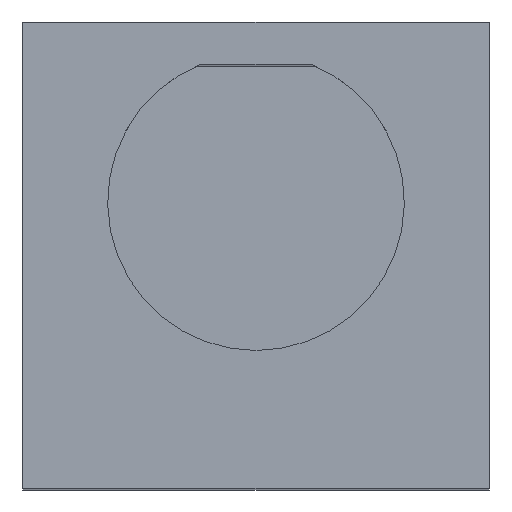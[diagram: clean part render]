
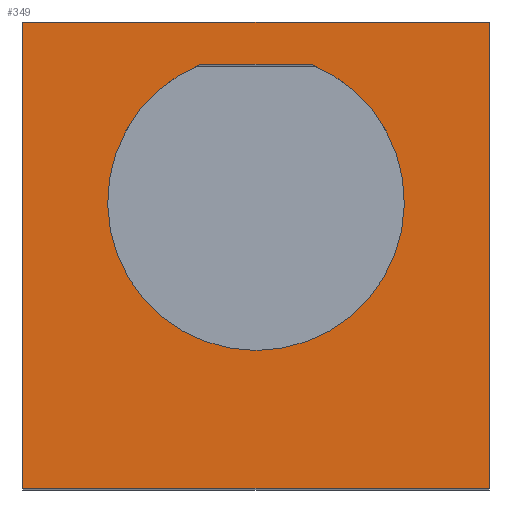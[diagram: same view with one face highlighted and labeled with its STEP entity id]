
A CAD part, top view. The second image highlights one B-rep face of the part: STEP entity #349.
In plain terms, the highlighted planar face has unit normal (0, 0, 1).
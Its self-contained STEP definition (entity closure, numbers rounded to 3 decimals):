
#15=FACE_BOUND('',#61,.T.);
#24=PLANE('',#393);
#42=FACE_OUTER_BOUND('',#60,.T.);
#60=EDGE_LOOP('',(#294,#295,#296,#297));
#61=EDGE_LOOP('',(#298,#299));
#91=LINE('',#547,#133);
#98=LINE('',#561,#140);
#102=LINE('',#572,#144);
#103=LINE('',#574,#145);
#104=LINE('',#575,#146);
#133=VECTOR('',#448,10.);
#140=VECTOR('',#457,10.);
#144=VECTOR('',#469,10.);
#145=VECTOR('',#470,10.);
#146=VECTOR('',#471,10.);
#159=CIRCLE('',#392,3.5);
#178=VERTEX_POINT('',#545);
#179=VERTEX_POINT('',#546);
#184=VERTEX_POINT('',#558);
#185=VERTEX_POINT('',#560);
#188=VERTEX_POINT('',#571);
#189=VERTEX_POINT('',#573);
#217=EDGE_CURVE('',#178,#179,#91,.T.);
#224=EDGE_CURVE('',#185,#184,#98,.T.);
#229=EDGE_CURVE('',#184,#185,#159,.T.);
#230=EDGE_CURVE('',#188,#179,#102,.T.);
#231=EDGE_CURVE('',#189,#178,#103,.T.);
#232=EDGE_CURVE('',#189,#188,#104,.T.);
#294=ORIENTED_EDGE('',*,*,#230,.T.);
#295=ORIENTED_EDGE('',*,*,#217,.F.);
#296=ORIENTED_EDGE('',*,*,#231,.F.);
#297=ORIENTED_EDGE('',*,*,#232,.T.);
#298=ORIENTED_EDGE('',*,*,#229,.T.);
#299=ORIENTED_EDGE('',*,*,#224,.T.);
#349=ADVANCED_FACE('',(#42,#15),#24,.T.);
#392=AXIS2_PLACEMENT_3D('',#569,#465,#466);
#393=AXIS2_PLACEMENT_3D('',#570,#467,#468);
#448=DIRECTION('',(1.,0.,0.));
#457=DIRECTION('',(1.,0.,0.));
#465=DIRECTION('center_axis',(0.,0.,-1.));
#466=DIRECTION('ref_axis',(1.,0.,0.));
#467=DIRECTION('center_axis',(0.,0.,1.));
#468=DIRECTION('ref_axis',(1.,0.,0.));
#469=DIRECTION('',(0.,1.,0.));
#470=DIRECTION('',(0.,1.,0.));
#471=DIRECTION('',(1.,0.,0.));
#545=CARTESIAN_POINT('',(-5.5,11.,12.));
#546=CARTESIAN_POINT('',(5.5,11.,12.));
#547=CARTESIAN_POINT('',(-5.5,11.,12.));
#558=CARTESIAN_POINT('',(1.299,10.,12.));
#560=CARTESIAN_POINT('',(-1.299,10.,12.));
#561=CARTESIAN_POINT('',(-5.5,10.,12.));
#569=CARTESIAN_POINT('Origin',(0.,6.75,12.));
#570=CARTESIAN_POINT('Origin',(-5.5,0.,12.));
#571=CARTESIAN_POINT('',(5.5,0.,12.));
#572=CARTESIAN_POINT('',(5.5,0.,12.));
#573=CARTESIAN_POINT('',(-5.5,0.,12.));
#574=CARTESIAN_POINT('',(-5.5,0.,12.));
#575=CARTESIAN_POINT('',(-5.5,0.,12.));
